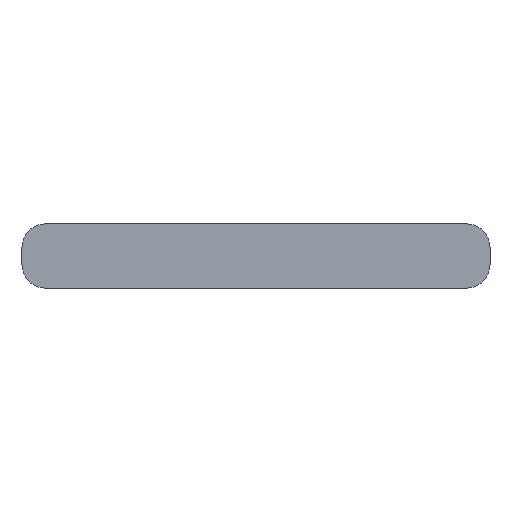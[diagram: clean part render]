
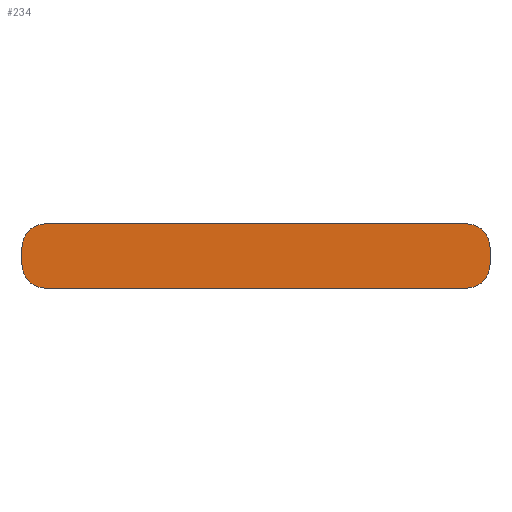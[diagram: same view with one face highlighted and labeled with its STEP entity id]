
A CAD part, front view. The second image highlights one B-rep face of the part: STEP entity #234.
In plain terms, the highlighted planar face has unit normal (0, -1, 0).
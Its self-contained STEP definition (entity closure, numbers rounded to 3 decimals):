
#76=CIRCLE('',#258,1.);
#77=CIRCLE('',#259,1.);
#78=CIRCLE('',#260,1.);
#79=CIRCLE('',#261,1.);
#100=ORIENTED_EDGE('',*,*,#134,.T.);
#101=ORIENTED_EDGE('',*,*,#148,.T.);
#102=ORIENTED_EDGE('',*,*,#136,.T.);
#103=ORIENTED_EDGE('',*,*,#149,.T.);
#104=ORIENTED_EDGE('',*,*,#140,.T.);
#105=ORIENTED_EDGE('',*,*,#150,.T.);
#106=ORIENTED_EDGE('',*,*,#146,.T.);
#107=ORIENTED_EDGE('',*,*,#151,.T.);
#134=EDGE_CURVE('',#159,#158,#174,.T.);
#136=EDGE_CURVE('',#160,#161,#176,.T.);
#140=EDGE_CURVE('',#164,#165,#180,.T.);
#146=EDGE_CURVE('',#171,#170,#186,.T.);
#148=EDGE_CURVE('',#158,#160,#76,.T.);
#149=EDGE_CURVE('',#161,#164,#77,.T.);
#150=EDGE_CURVE('',#165,#171,#78,.T.);
#151=EDGE_CURVE('',#170,#159,#79,.T.);
#158=VERTEX_POINT('',#379);
#159=VERTEX_POINT('',#381);
#160=VERTEX_POINT('',#385);
#161=VERTEX_POINT('',#386);
#164=VERTEX_POINT('',#394);
#165=VERTEX_POINT('',#395);
#170=VERTEX_POINT('',#406);
#171=VERTEX_POINT('',#408);
#174=LINE('',#380,#190);
#176=LINE('',#384,#192);
#180=LINE('',#393,#196);
#186=LINE('',#407,#202);
#190=VECTOR('',#293,1000.);
#192=VECTOR('',#297,1000.);
#196=VECTOR('',#303,1000.);
#202=VECTOR('',#311,1000.);
#208=EDGE_LOOP('',(#100,#101,#102,#103,#104,#105,#106,#107));
#218=FACE_BOUND('',#208,.T.);
#228=PLANE('',#257);
#234=ADVANCED_FACE('',(#218),#228,.T.);
#257=AXIS2_PLACEMENT_3D('',#410,#313,#314);
#258=AXIS2_PLACEMENT_3D('',#411,#315,#316);
#259=AXIS2_PLACEMENT_3D('',#412,#317,#318);
#260=AXIS2_PLACEMENT_3D('',#413,#319,#320);
#261=AXIS2_PLACEMENT_3D('',#414,#321,#322);
#293=DIRECTION('',(0.,0.,-1.));
#297=DIRECTION('',(1.,0.,0.));
#303=DIRECTION('',(0.,0.,1.));
#311=DIRECTION('',(-1.,0.,0.));
#313=DIRECTION('',(0.,-1.,0.));
#314=DIRECTION('',(0.,0.,-1.));
#315=DIRECTION('',(0.,-1.,0.));
#316=DIRECTION('',(0.,0.,-1.));
#317=DIRECTION('',(0.,-1.,0.));
#318=DIRECTION('',(0.,0.,-1.));
#319=DIRECTION('',(0.,-1.,0.));
#320=DIRECTION('',(0.,0.,-1.));
#321=DIRECTION('',(0.,-1.,0.));
#322=DIRECTION('',(0.,0.,-1.));
#379=CARTESIAN_POINT('',(0.,-569.75,1.));
#380=CARTESIAN_POINT('',(0.,-569.75,2.75));
#381=CARTESIAN_POINT('',(0.,-569.75,1.75));
#384=CARTESIAN_POINT('',(0.,-569.75,0.));
#385=CARTESIAN_POINT('',(1.,-569.75,0.));
#386=CARTESIAN_POINT('',(19.,-569.75,0.));
#393=CARTESIAN_POINT('',(20.,-569.75,0.));
#394=CARTESIAN_POINT('',(20.,-569.75,1.));
#395=CARTESIAN_POINT('',(20.,-569.75,1.75));
#406=CARTESIAN_POINT('',(1.,-569.75,2.75));
#407=CARTESIAN_POINT('',(20.,-569.75,2.75));
#408=CARTESIAN_POINT('',(19.,-569.75,2.75));
#410=CARTESIAN_POINT('',(0.,-569.75,0.));
#411=CARTESIAN_POINT('',(1.,-569.75,1.));
#412=CARTESIAN_POINT('',(19.,-569.75,1.));
#413=CARTESIAN_POINT('',(19.,-569.75,1.75));
#414=CARTESIAN_POINT('',(1.,-569.75,1.75));
